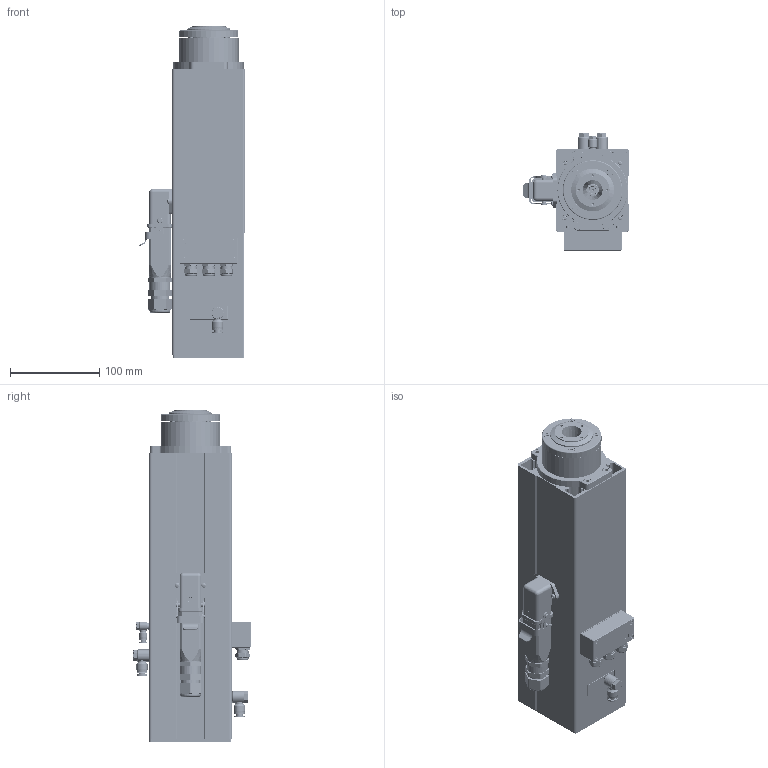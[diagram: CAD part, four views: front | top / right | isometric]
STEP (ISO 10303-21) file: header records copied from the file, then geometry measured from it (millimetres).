
FILE_DESCRIPTION (( 'STEP AP214' ), '1' );
FILE_NAME ('GDL40.5-20-24Z-2.2三维.STEP', '2025-03-22T02:08:02', ( '电脑' ), ( '' ), 'SwSTEP 2.0', 'SolidWorks 2018', '' );
FILE_SCHEMA (( 'AUTOMOTIVE_DESIGN' ));
Length unit declared in the file: millimetre
Products named in the file (90): 航插母针2.5平方-16A-09330006202; GB／T70．3-2000内六角沉头螺钉M4×35; 04-TZDL-BZ覃淕菜; 陓瘍-侂絮-S2; GDL40.5-20-24Z-2.2-22前平衡环; GDL40.5-20-24Z-2.2-09活塞; GB／T70．1-2000内六角圆柱头螺钉M4×12; GDL80-20-36Z-1.5-14綴粣創裔; GB／T6170-20001型六角螺母A级和B级M4; 瑤脣釱5郋+華軞傖; 瑤脣釱褲极09200030801; PH601-S.stp; GB／T70．3-2000内六角沉头螺钉M4×50; 瑤脣芛褲极M20-19200031443; 15X8.2X0.8X1.2碟簧组（拉刀状态）; 錨璃3^隅赽窒璃; GB／T70．1-2000内六角圆柱头螺钉M5×12; GDL40.5-20-24Z-2.2隅赽沺郋; GB／T70．1-2000内六角圆柱头螺钉M3×20; ISO20嶺蛈國; 7005-6内隔圈; 瑤脣5郋+華09120053101; 航插公针2.5平方-16A-09330006102; GDL40.5-20-24Z-2.2-07气缸座; 41.6X25.5X0.5X1.4碟簧（压缩0.265）; 錨璃7^蛌赽窒璃; GDL40.5-20-24Z-2.2-11瑞儂欶; GDL40.5-20-24Z-2.2-01儂褲; ISO20嶺蛈-嶺絮袨怓; GDL40.5-20-24Z-2.2-08气缸体; 陓瘍-嶺絮-S1; GDL40.5-20-24Z-2.2-02前端盖; SOK7025瑞圮; GB／T78-2000内六角锥端紧定螺钉M6×12; GDL40.5-20-24Z-2.2-04前螺母; GB／T292-94角接触球轴承7004C; GDL40.5-20-24Z-2.2-26堤盄釱; GDL40.5-20-24Z-2.2隅赽蝶躂啣喳え; GB／T818-2000十字槽盘头螺钉M3×8; GDL40.5-20-24Z-2.2-06蟀諉极 ...
Assembly tree (83 placements, depth 4):
  04-TZDL-BZ覃淕菜
  GDL40.5-20-24Z-2.2-22前平衡环
  GDL80-20-36Z-1.5-14綴粣創裔
  15X8.2X0.8X1.2碟簧组（拉刀状态）
  錨璃3^隅赽窒璃
Bounding box: 118.4 x 131.5 x 372.5 mm (x, y, z)
Volume: 855267.7 mm3; surface area: 486877.5 mm2
Topology: 82 solids, 83 shells, 5149 faces, 12932 edges, 8035 vertices
Faces by surface type: plane 2063, cylinder 1726, cone 955, bspline 195, torus 169, sphere 41
Entity records: 152818 total; most frequent: CARTESIAN_POINT 40218, DIRECTION 22077, ORIENTED_EDGE 21854, EDGE_CURVE 10927, AXIS2_PLACEMENT_3D 8246, VERTEX_POINT 6917, LINE 5585, VECTOR 5585
